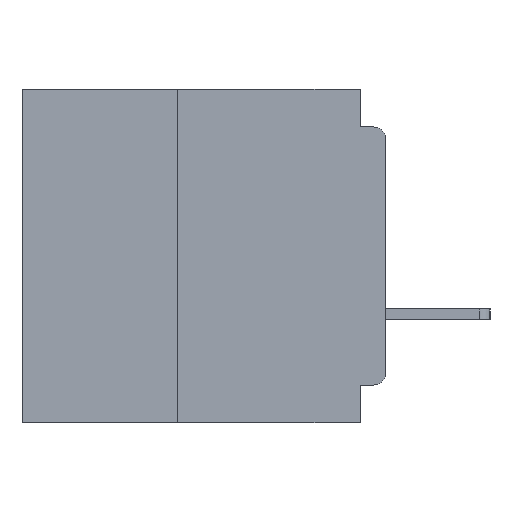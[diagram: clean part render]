
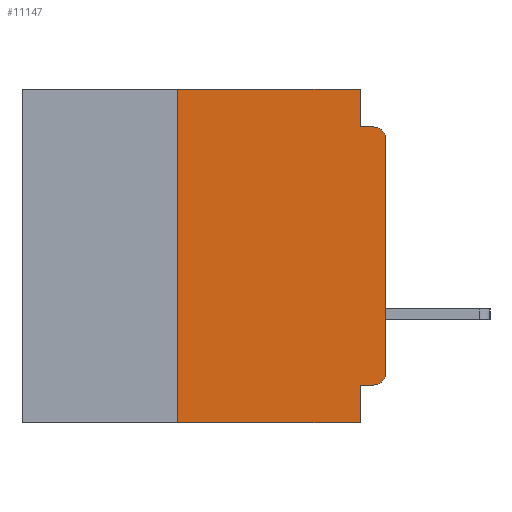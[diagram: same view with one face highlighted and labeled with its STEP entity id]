
A CAD part, left-side view. The second image highlights one B-rep face of the part: STEP entity #11147.
In plain terms, the highlighted planar face has unit normal (-1, 0, 0).
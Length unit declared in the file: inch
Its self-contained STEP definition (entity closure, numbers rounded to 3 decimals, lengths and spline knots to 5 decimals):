
#143 = LINE ( 'NONE', #20448, #17820 ) ;
#578 = DIRECTION ( 'NONE',  ( 0., -1., 0. ) ) ;
#1244 = EDGE_CURVE ( 'NONE', #19990, #13625, #2645, .T. ) ;
#2645 = LINE ( 'NONE', #13968, #36688 ) ;
#3120 = CIRCLE ( 'NONE', #33384, 0.015 ) ;
#5033 = CARTESIAN_POINT ( 'NONE',  ( 0., 0.015, -0.06 ) ) ;
#5036 = DIRECTION ( 'NONE',  ( 0., 0., -1. ) ) ;
#5312 = CARTESIAN_POINT ( 'NONE',  ( 0., 0., 0. ) ) ;
#5515 = ORIENTED_EDGE ( 'NONE', *, *, #17949, .T. ) ;
#7106 = VERTEX_POINT ( 'NONE', #18168 ) ;
#8371 = DIRECTION ( 'NONE',  ( 0., 0., -1. ) ) ;
#8535 = ORIENTED_EDGE ( 'NONE', *, *, #25442, .T. ) ;
#8576 = ORIENTED_EDGE ( 'NONE', *, *, #28551, .F. ) ;
#8759 = LINE ( 'NONE', #23947, #34036 ) ;
#9473 = LINE ( 'NONE', #32070, #26042 ) ;
#9742 = DIRECTION ( 'NONE',  ( 0., 0., -1. ) ) ;
#9981 = CARTESIAN_POINT ( 'NONE',  ( 0., 0.031, -0.045 ) ) ;
#10097 = ORIENTED_EDGE ( 'NONE', *, *, #1244, .F. ) ;
#10292 = AXIS2_PLACEMENT_3D ( 'NONE', #21560, #18406, #41233 ) ;
#11101 = EDGE_CURVE ( 'NONE', #17199, #36550, #29060, .T. ) ;
#11147 = ADVANCED_FACE ( 'NONE', ( #35660 ), #15099, .F. ) ;
#11838 = CARTESIAN_POINT ( 'NONE',  ( 0., 0.015, -0.34 ) ) ;
#12331 = CARTESIAN_POINT ( 'NONE',  ( 0., 0.031, -0.4 ) ) ;
#12479 = ORIENTED_EDGE ( 'NONE', *, *, #14252, .F. ) ;
#13420 = ORIENTED_EDGE ( 'NONE', *, *, #20544, .T. ) ;
#13625 = VERTEX_POINT ( 'NONE', #12331 ) ;
#13968 = CARTESIAN_POINT ( 'NONE',  ( 0., 0.031, -0.4 ) ) ;
#14252 = EDGE_CURVE ( 'NONE', #22519, #19990, #9473, .T. ) ;
#14821 = CARTESIAN_POINT ( 'NONE',  ( 0., 0.031, 0. ) ) ;
#14826 = DIRECTION ( 'NONE',  ( 0., -1., 0. ) ) ;
#15099 = PLANE ( 'NONE',  #10292 ) ;
#15174 = DIRECTION ( 'NONE',  ( 0., 0., -1. ) ) ;
#15196 = LINE ( 'NONE', #42357, #32735 ) ;
#15775 = EDGE_LOOP ( 'NONE', ( #8535, #5515, #8576, #39928, #19462, #30111, #37867, #10097, #12479, #13420 ) ) ;
#16176 = CARTESIAN_POINT ( 'NONE',  ( 0., 0.015, -0.355 ) ) ;
#16513 = CARTESIAN_POINT ( 'NONE',  ( 0., 0., -0.06 ) ) ;
#17161 = CARTESIAN_POINT ( 'NONE',  ( 0., 0.25, 0. ) ) ;
#17199 = VERTEX_POINT ( 'NONE', #17161 ) ;
#17820 = VECTOR ( 'NONE', #578, 39.37008 ) ;
#17949 = EDGE_CURVE ( 'NONE', #39248, #29254, #3120, .T. ) ;
#18168 = CARTESIAN_POINT ( 'NONE',  ( 0., 0., -0.34 ) ) ;
#18406 = DIRECTION ( 'NONE',  ( 1., 0., 0. ) ) ;
#18875 = EDGE_CURVE ( 'NONE', #25776, #17199, #8759, .T. ) ;
#19462 = ORIENTED_EDGE ( 'NONE', *, *, #11101, .F. ) ;
#19990 = VERTEX_POINT ( 'NONE', #23005 ) ;
#20448 = CARTESIAN_POINT ( 'NONE',  ( 0., 0.437, -0.4 ) ) ;
#20544 = EDGE_CURVE ( 'NONE', #22519, #7106, #29307, .T. ) ;
#21560 = CARTESIAN_POINT ( 'NONE',  ( 0., 0.437, 0. ) ) ;
#22048 = VERTEX_POINT ( 'NONE', #9981 ) ;
#22519 = VERTEX_POINT ( 'NONE', #16176 ) ;
#23005 = CARTESIAN_POINT ( 'NONE',  ( 0., 0.031, -0.355 ) ) ;
#23320 = LINE ( 'NONE', #37738, #31060 ) ;
#23947 = CARTESIAN_POINT ( 'NONE',  ( 0., 0.25, -0.4 ) ) ;
#24755 = DIRECTION ( 'NONE',  ( 0., -1., 0. ) ) ;
#25158 = DIRECTION ( 'NONE',  ( 0., 0., 1. ) ) ;
#25442 = EDGE_CURVE ( 'NONE', #7106, #39248, #26149, .T. ) ;
#25776 = VERTEX_POINT ( 'NONE', #41277 ) ;
#26041 = AXIS2_PLACEMENT_3D ( 'NONE', #11838, #34845, #15174 ) ;
#26042 = VECTOR ( 'NONE', #38532, 39.37008 ) ;
#26134 = EDGE_CURVE ( 'NONE', #25776, #13625, #143, .T. ) ;
#26149 = LINE ( 'NONE', #5312, #42340 ) ;
#27942 = CARTESIAN_POINT ( 'NONE',  ( 0., 0.437, 0. ) ) ;
#28180 = CARTESIAN_POINT ( 'NONE',  ( 0., 0.015, -0.045 ) ) ;
#28202 = DIRECTION ( 'NONE',  ( -1., 0., 0. ) ) ;
#28551 = EDGE_CURVE ( 'NONE', #22048, #29254, #23320, .T. ) ;
#29060 = LINE ( 'NONE', #27942, #36677 ) ;
#29254 = VERTEX_POINT ( 'NONE', #28180 ) ;
#29307 = CIRCLE ( 'NONE', #26041, 0.015 ) ;
#30111 = ORIENTED_EDGE ( 'NONE', *, *, #18875, .F. ) ;
#31060 = VECTOR ( 'NONE', #24755, 39.37008 ) ;
#32070 = CARTESIAN_POINT ( 'NONE',  ( 0., 0., -0.355 ) ) ;
#32735 = VECTOR ( 'NONE', #9742, 39.37008 ) ;
#33384 = AXIS2_PLACEMENT_3D ( 'NONE', #5033, #28202, #8371 ) ;
#33727 = DIRECTION ( 'NONE',  ( 0., 0., 1. ) ) ;
#34036 = VECTOR ( 'NONE', #33727, 39.37008 ) ;
#34845 = DIRECTION ( 'NONE',  ( -1., 0., 0. ) ) ;
#35660 = FACE_OUTER_BOUND ( 'NONE', #15775, .T. ) ;
#36550 = VERTEX_POINT ( 'NONE', #14821 ) ;
#36677 = VECTOR ( 'NONE', #14826, 39.37008 ) ;
#36688 = VECTOR ( 'NONE', #5036, 39.37008 ) ;
#37738 = CARTESIAN_POINT ( 'NONE',  ( 0., 0., -0.045 ) ) ;
#37867 = ORIENTED_EDGE ( 'NONE', *, *, #26134, .T. ) ;
#38532 = DIRECTION ( 'NONE',  ( 0., 1., 0. ) ) ;
#38559 = EDGE_CURVE ( 'NONE', #36550, #22048, #15196, .T. ) ;
#39248 = VERTEX_POINT ( 'NONE', #16513 ) ;
#39928 = ORIENTED_EDGE ( 'NONE', *, *, #38559, .F. ) ;
#41233 = DIRECTION ( 'NONE',  ( 0., 0., -1. ) ) ;
#41277 = CARTESIAN_POINT ( 'NONE',  ( 0., 0.25, -0.4 ) ) ;
#42340 = VECTOR ( 'NONE', #25158, 39.37008 ) ;
#42357 = CARTESIAN_POINT ( 'NONE',  ( 0., 0.031, 0. ) ) ;
